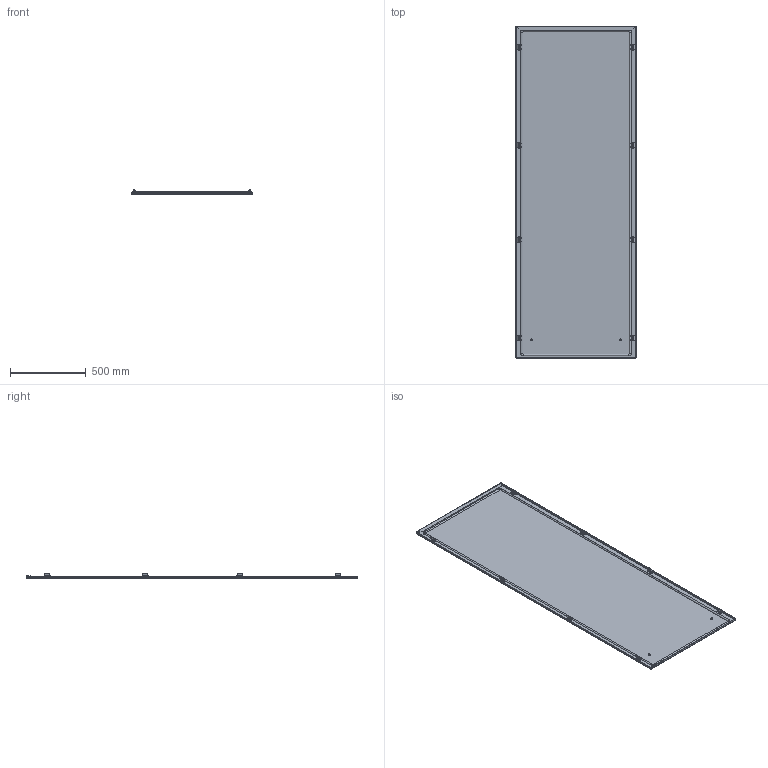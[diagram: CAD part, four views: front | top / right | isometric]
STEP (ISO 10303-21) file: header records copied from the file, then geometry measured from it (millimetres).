
FILE_DESCRIPTION (( 'STEP AP203' ), '1' );
FILE_NAME ('UR41800220806 Ñòåíêà çàäíÿÿ RS52 220.80 (000.801.418-02) .STEP', '2022-04-12T10:53:27', ( '' ), ( '' ), 'SwSTEP 2.0', 'SolidWorks 2017', '' );
FILE_SCHEMA (( 'CONFIG_CONTROL_DESIGN' ));
Length unit declared in the file: millimetre
Products named in the file (9): Óïëîòíèòåëü ÏÏÓ äëÿ ñòåíêè çàäíåé LC3_27 (220å80); 000.130.394 Ñòåíêà çàäíÿÿ RS52 220.00_02 (220.80); 001-119 相礤朦 耱屙觇 玎漤彘 RS52 220.00_02 (220.80); 000.132.171 Îñíîâàíèå ñòåíêè çàäíåé RS52 220.00_02 (220.80); Âèíò ISO 10642 TX_Œ5å16; Øïèëüêà çàçåìëåíèÿ CKF CS_Œ6å16; Âèíò ISO 7380-2 TX_Œ5å12; UR41800220806 Ñòåíêà çàäíÿÿ RS52 220.80 (000.801.418-02) ; 029-336 Êðîíøòåéí ñòåíêè çàäíåé LC3
Assembly tree (38 placements, depth 4):
  UR41800220806 Ñòåíêà çàäíÿÿ RS52 220.80 (000.801.418-02) 
    000.130.394 Ñòåíêà çàäíÿÿ RS52 220.00_02 (220.80)
      000.132.171 Îñíîâàíèå ñòåíêè çàäíåé RS52 220.00_02 (220.80)
        001-119 相礤朦 耱屙觇 玎漤彘 RS52 220.00_02 (220.80)
        Øïèëüêà çàçåìëåíèÿ CKF CS_Œ6å16  x2
      Óïëîòíèòåëü ÏÏÓ äëÿ ñòåíêè çàäíåé LC3_27 (220å80)
    029-336 Êðîíøòåéí ñòåíêè çàäíåé LC3  x8
    Âèíò ISO 10642 TX_Œ5å16  x16
    Âèíò ISO 7380-2 TX_Œ5å12  x8
Bounding box: 796.8 x 2197 x 30.97 mm (x, y, z)
Volume: 2962946.1 mm3; surface area: 3921899.5 mm2
Topology: 36 solids, 36 shells, 1541 faces, 4668 edges, 3212 vertices
Faces by surface type: cylinder 710, plane 509, cone 164, torus 100, bspline 58
Entity records: 13530 total; most frequent: CARTESIAN_POINT 3856, DIRECTION 1741, ORIENTED_EDGE 1612, EDGE_CURVE 806, AXIS2_PLACEMENT_3D 724, VERTEX_POINT 515, EDGE_LOOP 373, CIRCLE 370
